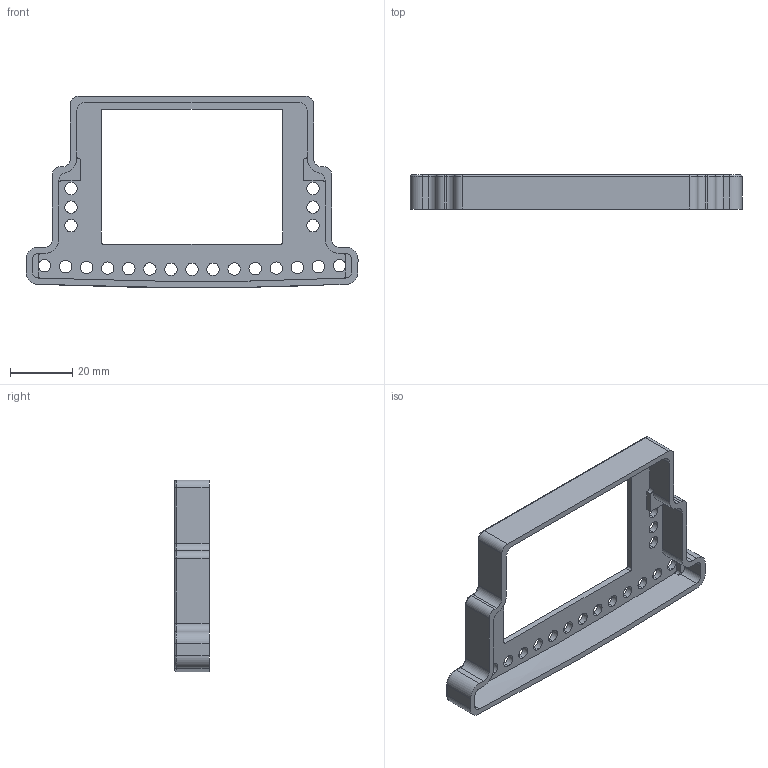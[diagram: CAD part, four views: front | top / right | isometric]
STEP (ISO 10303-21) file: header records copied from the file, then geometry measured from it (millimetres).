
FILE_DESCRIPTION (( 'STEP AP214' ), '1' );
FILE_NAME ('Electronics cover.STEP', '2022-11-10T21:15:11', ( '' ), ( '' ), 'SwSTEP 2.0', 'SolidWorks 2019', '' );
FILE_SCHEMA (( 'AUTOMOTIVE_DESIGN' ));
Length unit declared in the file: millimetre
Products named in the file (1): Electronics cover
Bounding box: 107 x 11.1 x 61.74 mm (x, y, z)
Volume: 11172.4 mm3; surface area: 12467.7 mm2
Topology: 1 solids, 1 shells, 141 faces, 390 edges, 252 vertices
Faces by surface type: cylinder 89, plane 37, torus 12, bspline 3
Entity records: 4775 total; most frequent: CARTESIAN_POINT 899, DIRECTION 853, ORIENTED_EDGE 780, EDGE_CURVE 390, AXIS2_PLACEMENT_3D 331, VERTEX_POINT 252, CIRCLE 192, LINE 191
